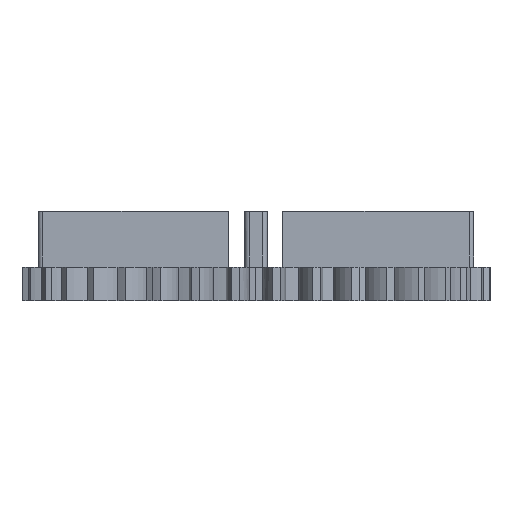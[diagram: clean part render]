
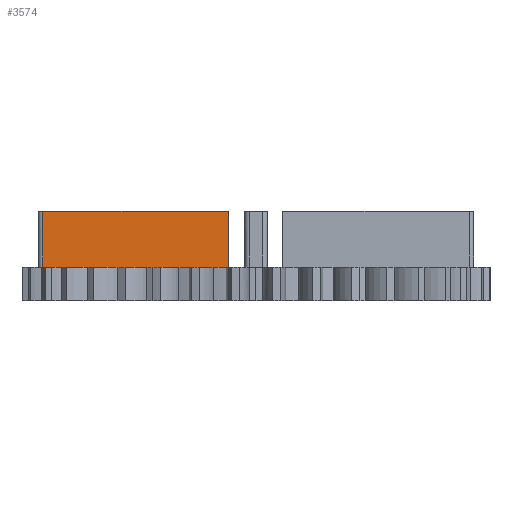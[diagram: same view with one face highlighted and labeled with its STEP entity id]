
A CAD part, left-side view. The second image highlights one B-rep face of the part: STEP entity #3574.
In plain terms, the highlighted planar face has unit normal (-1, 0, 0).
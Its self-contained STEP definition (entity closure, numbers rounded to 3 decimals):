
#113 = ORIENTED_EDGE ( 'NONE', *, *, #180, .T. ) ;
#180 = EDGE_CURVE ( 'NONE', #6128, #374, #495, .T. ) ;
#239 = LINE ( 'NONE', #3801, #3338 ) ;
#338 = CARTESIAN_POINT ( 'NONE',  ( -5., 95.5, 15. ) ) ;
#374 = VERTEX_POINT ( 'NONE', #5649 ) ;
#495 = LINE ( 'NONE', #2169, #1360 ) ;
#951 = EDGE_LOOP ( 'NONE', ( #113, #4838, #1487, #6569 ) ) ;
#1148 = DIRECTION ( 'NONE',  ( 0., 0., -1. ) ) ;
#1273 = DIRECTION ( 'NONE',  ( 0., 0., -1. ) ) ;
#1360 = VECTOR ( 'NONE', #4232, 1000. ) ;
#1371 = CARTESIAN_POINT ( 'NONE',  ( -5., 95.5, 40. ) ) ;
#1460 = LINE ( 'NONE', #5647, #6236 ) ;
#1469 = EDGE_CURVE ( 'NONE', #3352, #374, #1460, .T. ) ;
#1487 = ORIENTED_EDGE ( 'NONE', *, *, #4122, .F. ) ;
#2014 = EDGE_CURVE ( 'NONE', #6035, #6128, #239, .T. ) ;
#2169 = CARTESIAN_POINT ( 'NONE',  ( -5., 95.5, 15. ) ) ;
#2185 = DIRECTION ( 'NONE',  ( 1., 0., 0. ) ) ;
#2284 = PLANE ( 'NONE',  #6248 ) ;
#2697 = VECTOR ( 'NONE', #4468, 1000. ) ;
#2919 = CARTESIAN_POINT ( 'NONE',  ( -5., 95.5, 40. ) ) ;
#3338 = VECTOR ( 'NONE', #1273, 1000. ) ;
#3352 = VERTEX_POINT ( 'NONE', #4149 ) ;
#3505 = DIRECTION ( 'NONE',  ( 0., 0., -1. ) ) ;
#3574 = ADVANCED_FACE ( 'NONE', ( #5361 ), #2284, .F. ) ;
#3801 = CARTESIAN_POINT ( 'NONE',  ( -5., 95.5, 40. ) ) ;
#4122 = EDGE_CURVE ( 'NONE', #6035, #3352, #5487, .T. ) ;
#4149 = CARTESIAN_POINT ( 'NONE',  ( -5., 12.332, 40. ) ) ;
#4232 = DIRECTION ( 'NONE',  ( 0., -1., 0. ) ) ;
#4468 = DIRECTION ( 'NONE',  ( 0., -1., 0. ) ) ;
#4838 = ORIENTED_EDGE ( 'NONE', *, *, #1469, .F. ) ;
#5361 = FACE_OUTER_BOUND ( 'NONE', #951, .T. ) ;
#5487 = LINE ( 'NONE', #2919, #2697 ) ;
#5647 = CARTESIAN_POINT ( 'NONE',  ( -5., 12.332, 40. ) ) ;
#5649 = CARTESIAN_POINT ( 'NONE',  ( -5., 12.332, 15. ) ) ;
#5774 = CARTESIAN_POINT ( 'NONE',  ( -5., 95.5, 40. ) ) ;
#6035 = VERTEX_POINT ( 'NONE', #1371 ) ;
#6128 = VERTEX_POINT ( 'NONE', #338 ) ;
#6236 = VECTOR ( 'NONE', #3505, 1000. ) ;
#6248 = AXIS2_PLACEMENT_3D ( 'NONE', #5774, #2185, #1148 ) ;
#6569 = ORIENTED_EDGE ( 'NONE', *, *, #2014, .T. ) ;
